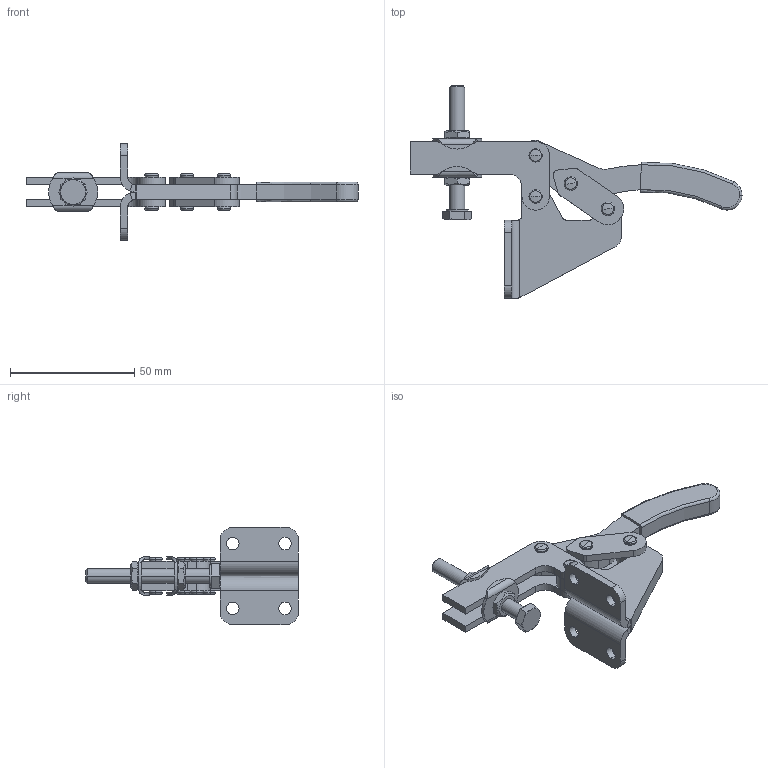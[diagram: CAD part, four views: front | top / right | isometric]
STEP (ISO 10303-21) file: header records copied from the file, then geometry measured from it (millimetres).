
FILE_DESCRIPTION((''),'2;1');
FILE_NAME('MH5UF.stp','2009-11-06T11:45:49',('David'),(''),'Autodesk Inventor 8','Autodesk Inventor 8','');
FILE_SCHEMA(('AUTOMOTIVE_DESIGN { 1 0 10303 214 1 1 1 1 }'));
Length unit declared in the file: millimetre
Products named in the file (7): MH5UF; MH5 F SIDEPLATE ASSEMBLY; MH5 HANDLE ASSEMBLY; MH5 LINK ASSEMBLY; MH5 U-BAR ASSEMBLY; MH5 WASHER ASSEMBLY; ISO 4017  (Regular Thread) M6 x 50
Assembly tree (6 placements, depth 2):
  MH5UF
    MH5 F SIDEPLATE ASSEMBLY
    MH5 HANDLE ASSEMBLY
    MH5 LINK ASSEMBLY
    MH5 U-BAR ASSEMBLY
    MH5 WASHER ASSEMBLY
    ISO 4017  (Regular Thread) M6 x 50
Bounding box: 133.43 x 85.6 x 39.01 mm (x, y, z)
Volume: 28376 mm3; surface area: 19525.2 mm2
Topology: 7 solids, 7 shells, 301 faces, 760 edges, 478 vertices
Faces by surface type: cylinder 85, plane 85, bspline 53, torus 40, cone 30, sphere 8
Entity records: 12223 total; most frequent: CARTESIAN_POINT 4887, DIRECTION 1572, ORIENTED_EDGE 1488, EDGE_CURVE 744, AXIS2_PLACEMENT_3D 641, VERTEX_POINT 478, CIRCLE 380, EDGE_LOOP 346
